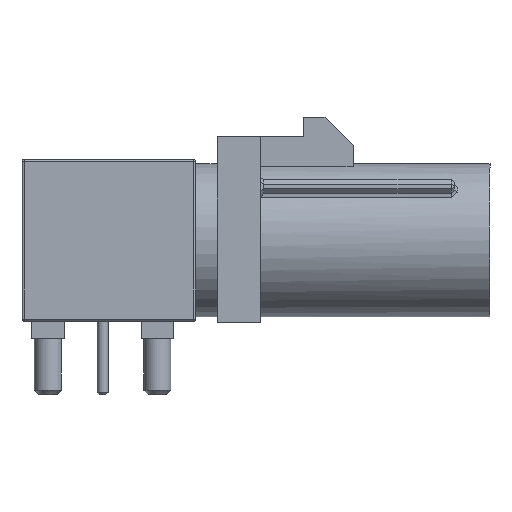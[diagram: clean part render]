
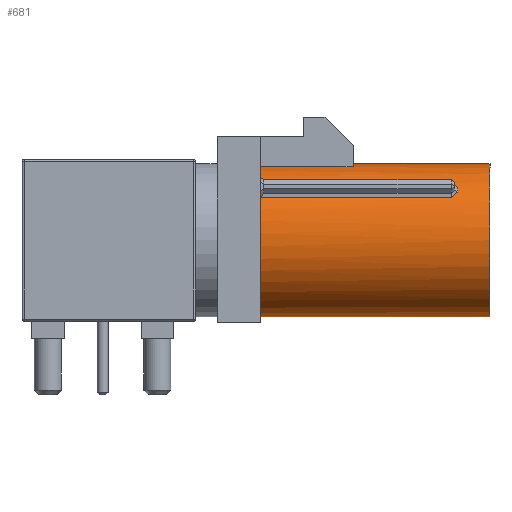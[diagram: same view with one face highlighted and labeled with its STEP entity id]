
A CAD part, left-side view. The second image highlights one B-rep face of the part: STEP entity #681.
In plain terms, the highlighted cylindrical face has radius 3.55 mm (diameter 7.1 mm), a partial arc.
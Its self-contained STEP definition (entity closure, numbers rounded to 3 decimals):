
#18 = CARTESIAN_POINT ( 'NONE',  ( -2.358, -16.15, 7.304 ) ) ;
#73 = B_SPLINE_CURVE_WITH_KNOTS ( 'NONE', 3,
 ( #4063, #3702, #200, #4434, #3330, #984, #3674, #4860, #1375, #934 ),
 .UNSPECIFIED., .F., .F.,
 ( 4, 3, 3, 4 ),
 ( 0., 0., 0., 0. ),
 .UNSPECIFIED. ) ;
#110 = EDGE_CURVE ( 'NONE', #2593, #4319, #4685, .T. ) ;
#183 = DIRECTION ( 'NONE',  ( 0., 1., 0. ) ) ;
#192 = CARTESIAN_POINT ( 'NONE',  ( -2.756, -16.45, 6.887 ) ) ;
#200 = CARTESIAN_POINT ( 'NONE',  ( -2.787, -16.398, 6.849 ) ) ;
#300 = DIRECTION ( 'NONE',  ( 0., 0., 1. ) ) ;
#313 = ORIENTED_EDGE ( 'NONE', *, *, #4906, .T. ) ;
#315 = ORIENTED_EDGE ( 'NONE', *, *, #3932, .F. ) ;
#322 = CARTESIAN_POINT ( 'NONE',  ( -2.565, -16.45, 7.104 ) ) ;
#335 = ORIENTED_EDGE ( 'NONE', *, *, #869, .T. ) ;
#340 = VECTOR ( 'NONE', #1393, 1000. ) ;
#344 = CIRCLE ( 'NONE', #2466, 3.55 ) ;
#367 = DIRECTION ( 'NONE',  ( 0., 1., 0. ) ) ;
#475 = CARTESIAN_POINT ( 'NONE',  ( -2.358, -7.304, 7.304 ) ) ;
#527 = DIRECTION ( 'NONE',  ( 0., -1., 0. ) ) ;
#566 = DIRECTION ( 'NONE',  ( 0., 0., 1. ) ) ;
#568 = CARTESIAN_POINT ( 'NONE',  ( -1., -7.3, 8.056 ) ) ;
#586 = B_SPLINE_CURVE_WITH_KNOTS ( 'NONE', 3,
 ( #3982, #2778, #2452, #475 ),
 .UNSPECIFIED., .F., .F.,
 ( 4, 4 ),
 ( 0., 1. ),
 .UNSPECIFIED. ) ;
#633 = ORIENTED_EDGE ( 'NONE', *, *, #1785, .T. ) ;
#659 = CARTESIAN_POINT ( 'NONE',  ( -2.95, -7.3, 6.625 ) ) ;
#674 = CARTESIAN_POINT ( 'NONE',  ( -2.5, -16.347, 7.172 ) ) ;
#681 = ADVANCED_FACE ( 'NONE', ( #3295 ), #1727, .T. ) ;
#738 = CIRCLE ( 'NONE', #2053, 3.55 ) ;
#831 = DIRECTION ( 'NONE',  ( 0., -1., 0. ) ) ;
#869 = EDGE_CURVE ( 'NONE', #3602, #4568, #586, .T. ) ;
#909 = ORIENTED_EDGE ( 'NONE', *, *, #1977, .T. ) ;
#926 = DIRECTION ( 'NONE',  ( 0., 1., 0. ) ) ;
#934 = CARTESIAN_POINT ( 'NONE',  ( -2.931, -16.15, 6.653 ) ) ;
#960 = VERTEX_POINT ( 'NONE', #568 ) ;
#984 = CARTESIAN_POINT ( 'NONE',  ( -2.832, -16.322, 6.791 ) ) ;
#1085 = DIRECTION ( 'NONE',  ( 0., 1., 0. ) ) ;
#1092 = EDGE_CURVE ( 'NONE', #960, #3602, #3611, .T. ) ;
#1178 = CARTESIAN_POINT ( 'NONE',  ( 0., -7.3, 4.65 ) ) ;
#1260 = B_SPLINE_CURVE_WITH_KNOTS ( 'NONE', 3,
 ( #18, #1896, #674, #322 ),
 .UNSPECIFIED., .F., .F.,
 ( 4, 4 ),
 ( 0., 1. ),
 .UNSPECIFIED. ) ;
#1375 = CARTESIAN_POINT ( 'NONE',  ( -2.903, -16.198, 6.693 ) ) ;
#1393 = DIRECTION ( 'NONE',  ( 0., -1., 0. ) ) ;
#1431 = CARTESIAN_POINT ( 'NONE',  ( 0., -7.3, 4.65 ) ) ;
#1481 = CARTESIAN_POINT ( 'NONE',  ( -2.95, -7.3, 6.625 ) ) ;
#1516 = VERTEX_POINT ( 'NONE', #2219 ) ;
#1648 = AXIS2_PLACEMENT_3D ( 'NONE', #1788, #926, #2935 ) ;
#1706 = CARTESIAN_POINT ( 'NONE',  ( 0., -16.45, 4.65 ) ) ;
#1727 = CYLINDRICAL_SURFACE ( 'NONE', #1648, 3.55 ) ;
#1735 = ORIENTED_EDGE ( 'NONE', *, *, #110, .T. ) ;
#1749 = DIRECTION ( 'NONE',  ( 0., 0., 1. ) ) ;
#1785 = EDGE_CURVE ( 'NONE', #2059, #3306, #738, .T. ) ;
#1788 = CARTESIAN_POINT ( 'NONE',  ( 0., -40.641, 4.65 ) ) ;
#1791 = LINE ( 'NONE', #2096, #340 ) ;
#1896 = CARTESIAN_POINT ( 'NONE',  ( -2.431, -16.247, 7.239 ) ) ;
#1918 = ORIENTED_EDGE ( 'NONE', *, *, #4266, .T. ) ;
#1977 = EDGE_CURVE ( 'NONE', #3092, #3646, #4484, .T. ) ;
#1988 = ORIENTED_EDGE ( 'NONE', *, *, #2004, .T. ) ;
#2004 = EDGE_CURVE ( 'NONE', #4568, #4588, #1791, .T. ) ;
#2053 = AXIS2_PLACEMENT_3D ( 'NONE', #1178, #3113, #3413 ) ;
#2059 = VERTEX_POINT ( 'NONE', #1481 ) ;
#2083 = VECTOR ( 'NONE', #2924, 1000. ) ;
#2096 = CARTESIAN_POINT ( 'NONE',  ( -2.358, -40.641, 7.304 ) ) ;
#2219 = CARTESIAN_POINT ( 'NONE',  ( 0., -17.95, 8.2 ) ) ;
#2238 = CARTESIAN_POINT ( 'NONE',  ( 0., -17.95, 1.1 ) ) ;
#2240 =( BOUNDED_CURVE ( )  B_SPLINE_CURVE ( 3, ( #2703, #2679, #3035, #659 ),
 .UNSPECIFIED., .F., .F. ) 
 B_SPLINE_CURVE_WITH_KNOTS ( ( 4, 4 ),
 ( 4.928, 4.938 ),
 .UNSPECIFIED. ) 
 CURVE ( )  GEOMETRIC_REPRESENTATION_ITEM ( )  RATIONAL_B_SPLINE_CURVE ( ( 1., 1., 1., 1. ) ) 
 REPRESENTATION_ITEM ( '' )  );
#2309 = ORIENTED_EDGE ( 'NONE', *, *, #3021, .T. ) ;
#2452 = CARTESIAN_POINT ( 'NONE',  ( -2.357, -7.303, 7.305 ) ) ;
#2466 = AXIS2_PLACEMENT_3D ( 'NONE', #3633, #183, #1749 ) ;
#2593 = VERTEX_POINT ( 'NONE', #3125 ) ;
#2679 = CARTESIAN_POINT ( 'NONE',  ( -2.937, -7.321, 6.644 ) ) ;
#2701 = EDGE_CURVE ( 'NONE', #3987, #1516, #344, .T. ) ;
#2703 = CARTESIAN_POINT ( 'NONE',  ( -2.931, -7.332, 6.653 ) ) ;
#2736 = EDGE_LOOP ( 'NONE', ( #315, #3240, #2309, #909, #3357, #4726, #335, #1988, #4412, #1735, #313, #1918, #3572, #633 ) ) ;
#2778 = CARTESIAN_POINT ( 'NONE',  ( -2.356, -7.301, 7.306 ) ) ;
#2881 = AXIS2_PLACEMENT_3D ( 'NONE', #1431, #3806, #300 ) ;
#2900 = VERTEX_POINT ( 'NONE', #3069 ) ;
#2924 = DIRECTION ( 'NONE',  ( 0., 1., 0. ) ) ;
#2935 = DIRECTION ( 'NONE',  ( 0., 0., 1. ) ) ;
#2966 = CARTESIAN_POINT ( 'NONE',  ( -2.358, -7.304, 7.304 ) ) ;
#2990 = VECTOR ( 'NONE', #4373, 1000. ) ;
#3021 = EDGE_CURVE ( 'NONE', #1516, #3092, #3149, .T. ) ;
#3035 = CARTESIAN_POINT ( 'NONE',  ( -2.944, -7.311, 6.635 ) ) ;
#3050 = CARTESIAN_POINT ( 'NONE',  ( -1., -40.641, 8.056 ) ) ;
#3069 = CARTESIAN_POINT ( 'NONE',  ( -2.931, -16.15, 6.653 ) ) ;
#3092 = VERTEX_POINT ( 'NONE', #3502 ) ;
#3113 = DIRECTION ( 'NONE',  ( 0., -1., 0. ) ) ;
#3125 = CARTESIAN_POINT ( 'NONE',  ( -2.565, -16.45, 7.104 ) ) ;
#3149 = LINE ( 'NONE', #4702, #3181 ) ;
#3181 = VECTOR ( 'NONE', #367, 1000. ) ;
#3240 = ORIENTED_EDGE ( 'NONE', *, *, #2701, .T. ) ;
#3295 = FACE_OUTER_BOUND ( 'NONE', #2736, .T. ) ;
#3306 = VERTEX_POINT ( 'NONE', #3479 ) ;
#3309 = EDGE_CURVE ( 'NONE', #4588, #2593, #1260, .T. ) ;
#3330 = CARTESIAN_POINT ( 'NONE',  ( -2.817, -16.347, 6.811 ) ) ;
#3357 = ORIENTED_EDGE ( 'NONE', *, *, #3376, .T. ) ;
#3376 = EDGE_CURVE ( 'NONE', #3646, #960, #3798, .T. ) ;
#3413 = DIRECTION ( 'NONE',  ( 0., 0., 1. ) ) ;
#3479 = CARTESIAN_POINT ( 'NONE',  ( 0., -7.3, 1.1 ) ) ;
#3502 = CARTESIAN_POINT ( 'NONE',  ( 0., -11.6, 8.2 ) ) ;
#3543 = AXIS2_PLACEMENT_3D ( 'NONE', #1706, #831, #4734 ) ;
#3572 = ORIENTED_EDGE ( 'NONE', *, *, #4024, .T. ) ;
#3594 = AXIS2_PLACEMENT_3D ( 'NONE', #3747, #527, #566 ) ;
#3602 = VERTEX_POINT ( 'NONE', #4842 ) ;
#3611 = CIRCLE ( 'NONE', #2881, 3.55 ) ;
#3633 = CARTESIAN_POINT ( 'NONE',  ( 0., -17.95, 4.65 ) ) ;
#3646 = VERTEX_POINT ( 'NONE', #3870 ) ;
#3674 = CARTESIAN_POINT ( 'NONE',  ( -2.846, -16.296, 6.771 ) ) ;
#3702 = CARTESIAN_POINT ( 'NONE',  ( -2.772, -16.424, 6.868 ) ) ;
#3747 = CARTESIAN_POINT ( 'NONE',  ( 0., -11.6, 4.65 ) ) ;
#3798 = LINE ( 'NONE', #3050, #4997 ) ;
#3806 = DIRECTION ( 'NONE',  ( 0., -1., 0. ) ) ;
#3870 = CARTESIAN_POINT ( 'NONE',  ( -1., -11.6, 8.056 ) ) ;
#3932 = EDGE_CURVE ( 'NONE', #3987, #3306, #4834, .T. ) ;
#3982 = CARTESIAN_POINT ( 'NONE',  ( -2.355, -7.3, 7.307 ) ) ;
#3987 = VERTEX_POINT ( 'NONE', #2238 ) ;
#4024 = EDGE_CURVE ( 'NONE', #4705, #2059, #2240, .T. ) ;
#4026 = CARTESIAN_POINT ( 'NONE',  ( -2.931, -40.641, 6.653 ) ) ;
#4063 = CARTESIAN_POINT ( 'NONE',  ( -2.756, -16.45, 6.887 ) ) ;
#4088 = CARTESIAN_POINT ( 'NONE',  ( 0., -40.641, 1.1 ) ) ;
#4224 = CARTESIAN_POINT ( 'NONE',  ( -2.931, -7.332, 6.653 ) ) ;
#4266 = EDGE_CURVE ( 'NONE', #2900, #4705, #4776, .T. ) ;
#4319 = VERTEX_POINT ( 'NONE', #192 ) ;
#4373 = DIRECTION ( 'NONE',  ( 0., 1., 0. ) ) ;
#4412 = ORIENTED_EDGE ( 'NONE', *, *, #3309, .T. ) ;
#4434 = CARTESIAN_POINT ( 'NONE',  ( -2.802, -16.373, 6.83 ) ) ;
#4484 = CIRCLE ( 'NONE', #3594, 3.55 ) ;
#4568 = VERTEX_POINT ( 'NONE', #2966 ) ;
#4588 = VERTEX_POINT ( 'NONE', #4936 ) ;
#4685 = CIRCLE ( 'NONE', #3543, 3.55 ) ;
#4702 = CARTESIAN_POINT ( 'NONE',  ( 0., -40.641, 8.2 ) ) ;
#4705 = VERTEX_POINT ( 'NONE', #4224 ) ;
#4726 = ORIENTED_EDGE ( 'NONE', *, *, #1092, .T. ) ;
#4734 = DIRECTION ( 'NONE',  ( 0., 0., 1. ) ) ;
#4776 = LINE ( 'NONE', #4026, #2990 ) ;
#4834 = LINE ( 'NONE', #4088, #2083 ) ;
#4842 = CARTESIAN_POINT ( 'NONE',  ( -2.355, -7.3, 7.307 ) ) ;
#4860 = CARTESIAN_POINT ( 'NONE',  ( -2.875, -16.247, 6.733 ) ) ;
#4906 = EDGE_CURVE ( 'NONE', #4319, #2900, #73, .T. ) ;
#4936 = CARTESIAN_POINT ( 'NONE',  ( -2.358, -16.15, 7.304 ) ) ;
#4997 = VECTOR ( 'NONE', #1085, 1000. ) ;
